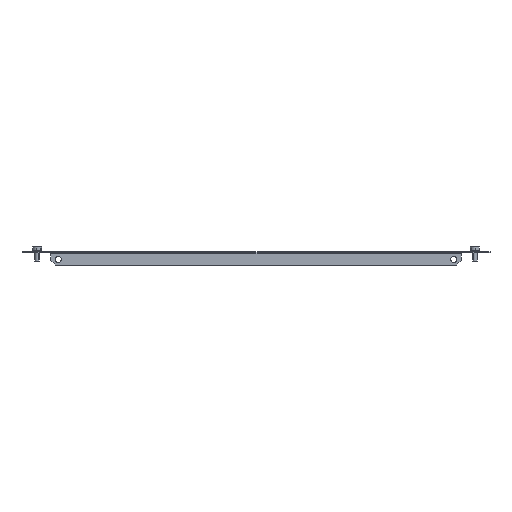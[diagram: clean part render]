
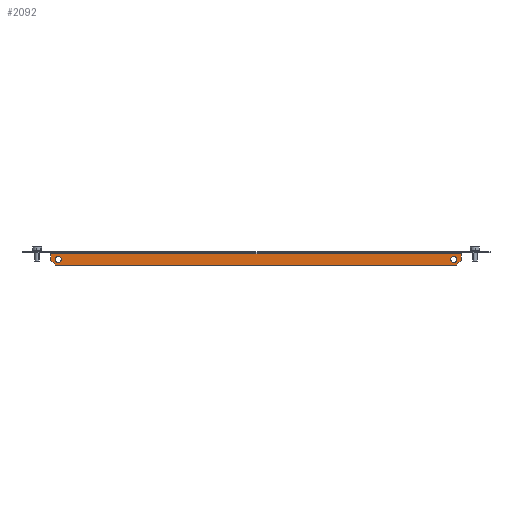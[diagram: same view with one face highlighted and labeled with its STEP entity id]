
A CAD part, front view. The second image highlights one B-rep face of the part: STEP entity #2092.
In plain terms, the highlighted planar face has unit normal (0, -1, 0).
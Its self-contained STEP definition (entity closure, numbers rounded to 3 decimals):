
#56 = EDGE_CURVE ( 'NONE', #2649, #3460, #4247, .T. ) ;
#92 = EDGE_CURVE ( 'NONE', #4192, #3899, #946, .T. ) ;
#100 = CIRCLE ( 'NONE', #802, 3.25 ) ;
#111 = VERTEX_POINT ( 'NONE', #2284 ) ;
#139 = ORIENTED_EDGE ( 'NONE', *, *, #92, .T. ) ;
#163 = CARTESIAN_POINT ( 'NONE',  ( 217.5, -299.5, -9. ) ) ;
#184 = EDGE_CURVE ( 'NONE', #2995, #3276, #1681, .T. ) ;
#258 = VECTOR ( 'NONE', #4085, 1000. ) ;
#296 = CARTESIAN_POINT ( 'NONE',  ( 209.5, -299.5, -8. ) ) ;
#300 = PLANE ( 'NONE',  #1625 ) ;
#334 = EDGE_CURVE ( 'NONE', #3528, #111, #100, .T. ) ;
#446 = CARTESIAN_POINT ( 'NONE',  ( 209.5, -299.5, -4.75 ) ) ;
#449 = VECTOR ( 'NONE', #4038, 1000. ) ;
#558 = EDGE_CURVE ( 'NONE', #3163, #4192, #765, .T. ) ;
#763 = FACE_BOUND ( 'NONE', #3288, .T. ) ;
#765 = LINE ( 'NONE', #2402, #449 ) ;
#802 = AXIS2_PLACEMENT_3D ( 'NONE', #3876, #1859, #4817 ) ;
#804 = ORIENTED_EDGE ( 'NONE', *, *, #2408, .T. ) ;
#892 = EDGE_CURVE ( 'NONE', #3276, #2995, #3347, .T. ) ;
#936 = VECTOR ( 'NONE', #4219, 1000. ) ;
#946 = LINE ( 'NONE', #3956, #2306 ) ;
#954 = CARTESIAN_POINT ( 'NONE',  ( -209.5, -299.5, -4.75 ) ) ;
#984 = EDGE_CURVE ( 'NONE', #3460, #3329, #5302, .T. ) ;
#1038 = ORIENTED_EDGE ( 'NONE', *, *, #184, .F. ) ;
#1362 = CIRCLE ( 'NONE', #4805, 3.25 ) ;
#1511 = DIRECTION ( 'NONE',  ( 0.707, 0., -0.707 ) ) ;
#1625 = AXIS2_PLACEMENT_3D ( 'NONE', #1996, #4358, #2318 ) ;
#1681 = CIRCLE ( 'NONE', #4692, 3.25 ) ;
#1779 = CARTESIAN_POINT ( 'NONE',  ( -212.5, -299.5, -14. ) ) ;
#1796 = CARTESIAN_POINT ( 'NONE',  ( 0., -299.5, -14. ) ) ;
#1859 = DIRECTION ( 'NONE',  ( 0., 1., 0. ) ) ;
#1914 = DIRECTION ( 'NONE',  ( 0., 1., 0. ) ) ;
#1944 = DIRECTION ( 'NONE',  ( 0., 0., 1. ) ) ;
#1996 = CARTESIAN_POINT ( 'NONE',  ( 0., -299.5, 0. ) ) ;
#2036 = CARTESIAN_POINT ( 'NONE',  ( 0., -299.5, -2. ) ) ;
#2092 = ADVANCED_FACE ( 'NONE', ( #763, #2401, #4816 ), #300, .T. ) ;
#2096 = EDGE_LOOP ( 'NONE', ( #804, #4035, #4683, #5067, #4885, #139 ) ) ;
#2101 = EDGE_CURVE ( 'NONE', #111, #3528, #1362, .T. ) ;
#2171 = CARTESIAN_POINT ( 'NONE',  ( 209.5, -299.5, -11.25 ) ) ;
#2179 = LINE ( 'NONE', #1796, #3172 ) ;
#2232 = CARTESIAN_POINT ( 'NONE',  ( 209.5, -299.5, -8. ) ) ;
#2242 = VECTOR ( 'NONE', #2863, 1000. ) ;
#2284 = CARTESIAN_POINT ( 'NONE',  ( -209.5, -299.5, -11.25 ) ) ;
#2306 = VECTOR ( 'NONE', #1511, 1000. ) ;
#2318 = DIRECTION ( 'NONE',  ( 0., 0., 1. ) ) ;
#2401 = FACE_BOUND ( 'NONE', #2628, .T. ) ;
#2402 = CARTESIAN_POINT ( 'NONE',  ( -217.5, -299.5, 0. ) ) ;
#2408 = EDGE_CURVE ( 'NONE', #3899, #2649, #2179, .T. ) ;
#2438 = ORIENTED_EDGE ( 'NONE', *, *, #892, .F. ) ;
#2628 = EDGE_LOOP ( 'NONE', ( #3873, #2776 ) ) ;
#2649 = VERTEX_POINT ( 'NONE', #5301 ) ;
#2717 = DIRECTION ( 'NONE',  ( 0., -1., 0. ) ) ;
#2776 = ORIENTED_EDGE ( 'NONE', *, *, #2101, .T. ) ;
#2863 = DIRECTION ( 'NONE',  ( -1., 0., 0. ) ) ;
#2995 = VERTEX_POINT ( 'NONE', #2171 ) ;
#3163 = VERTEX_POINT ( 'NONE', #3598 ) ;
#3172 = VECTOR ( 'NONE', #4217, 1000. ) ;
#3276 = VERTEX_POINT ( 'NONE', #446 ) ;
#3288 = EDGE_LOOP ( 'NONE', ( #2438, #1038 ) ) ;
#3329 = VERTEX_POINT ( 'NONE', #3628 ) ;
#3347 = CIRCLE ( 'NONE', #3520, 3.25 ) ;
#3374 = EDGE_CURVE ( 'NONE', #3329, #3163, #5319, .T. ) ;
#3460 = VERTEX_POINT ( 'NONE', #163 ) ;
#3520 = AXIS2_PLACEMENT_3D ( 'NONE', #2232, #3556, #5104 ) ;
#3528 = VERTEX_POINT ( 'NONE', #954 ) ;
#3556 = DIRECTION ( 'NONE',  ( 0., -1., 0. ) ) ;
#3598 = CARTESIAN_POINT ( 'NONE',  ( -217.5, -299.5, -2. ) ) ;
#3628 = CARTESIAN_POINT ( 'NONE',  ( 217.5, -299.5, -2. ) ) ;
#3873 = ORIENTED_EDGE ( 'NONE', *, *, #334, .T. ) ;
#3876 = CARTESIAN_POINT ( 'NONE',  ( -209.5, -299.5, -8. ) ) ;
#3899 = VERTEX_POINT ( 'NONE', #1779 ) ;
#3956 = CARTESIAN_POINT ( 'NONE',  ( -113.25, -299.5, -113.25 ) ) ;
#3960 = CARTESIAN_POINT ( 'NONE',  ( -209.5, -299.5, -8. ) ) ;
#3989 = CARTESIAN_POINT ( 'NONE',  ( -217.5, -299.5, -9. ) ) ;
#4004 = CARTESIAN_POINT ( 'NONE',  ( 217.5, -299.5, 0. ) ) ;
#4035 = ORIENTED_EDGE ( 'NONE', *, *, #56, .T. ) ;
#4038 = DIRECTION ( 'NONE',  ( 0., 0., -1. ) ) ;
#4085 = DIRECTION ( 'NONE',  ( 0., 0., 1. ) ) ;
#4192 = VERTEX_POINT ( 'NONE', #3989 ) ;
#4217 = DIRECTION ( 'NONE',  ( 1., 0., 0. ) ) ;
#4219 = DIRECTION ( 'NONE',  ( 0.707, 0., 0.707 ) ) ;
#4247 = LINE ( 'NONE', #4274, #936 ) ;
#4274 = CARTESIAN_POINT ( 'NONE',  ( 113.25, -299.5, -113.25 ) ) ;
#4358 = DIRECTION ( 'NONE',  ( 0., -1., 0. ) ) ;
#4683 = ORIENTED_EDGE ( 'NONE', *, *, #984, .T. ) ;
#4692 = AXIS2_PLACEMENT_3D ( 'NONE', #296, #2717, #5170 ) ;
#4805 = AXIS2_PLACEMENT_3D ( 'NONE', #3960, #1914, #1944 ) ;
#4816 = FACE_OUTER_BOUND ( 'NONE', #2096, .T. ) ;
#4817 = DIRECTION ( 'NONE',  ( 0., 0., 1. ) ) ;
#4885 = ORIENTED_EDGE ( 'NONE', *, *, #558, .T. ) ;
#5067 = ORIENTED_EDGE ( 'NONE', *, *, #3374, .T. ) ;
#5104 = DIRECTION ( 'NONE',  ( 0., 0., 1. ) ) ;
#5170 = DIRECTION ( 'NONE',  ( 0., 0., 1. ) ) ;
#5301 = CARTESIAN_POINT ( 'NONE',  ( 212.5, -299.5, -14. ) ) ;
#5302 = LINE ( 'NONE', #4004, #258 ) ;
#5319 = LINE ( 'NONE', #2036, #2242 ) ;
